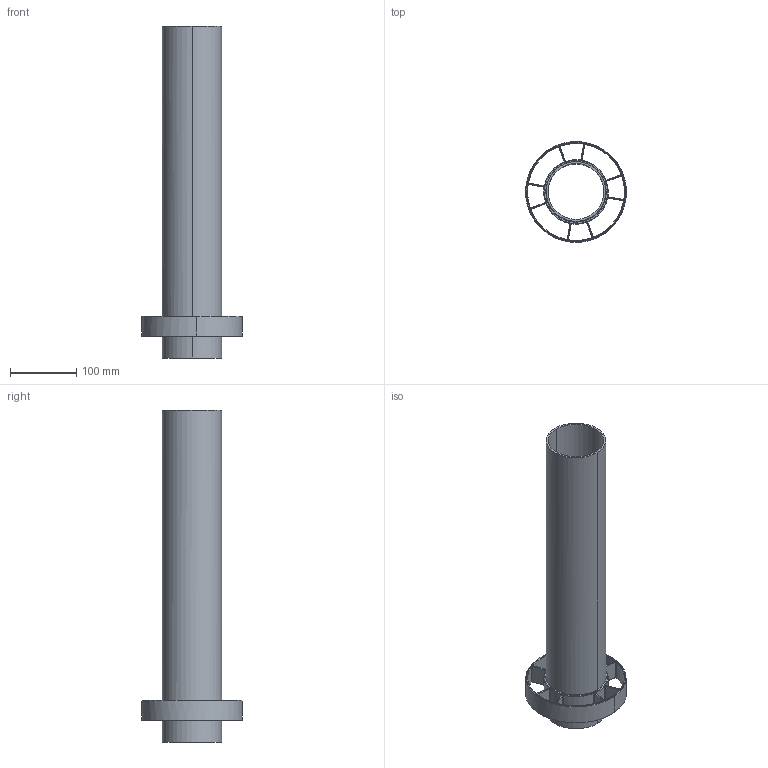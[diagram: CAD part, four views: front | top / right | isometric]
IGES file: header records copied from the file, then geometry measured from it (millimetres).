
Start section: Elysium IGES Interface
Global section: file name: 109H0093.1522 PPB 30 VS Verlängerungsset Rohbauhülse 800mm.igs; native system: PTC Creo Elements/Direct Modeling 19.0C  15-Aug-2015; preprocessor: Creo Element/Direct IGES_3D V2.2; author: Unknown; organization: Unknown; date: 20180119.154905; units: millimetre
Bounding box: 151.51 x 151.51 x 500 mm (x, y, z)
Volume: 488807.9 mm3; surface area: 320264.1 mm2
Topology: 1 solids, 1 shells, 200 faces, 476 edges, 232 vertices
Faces by surface type: bspline 200
